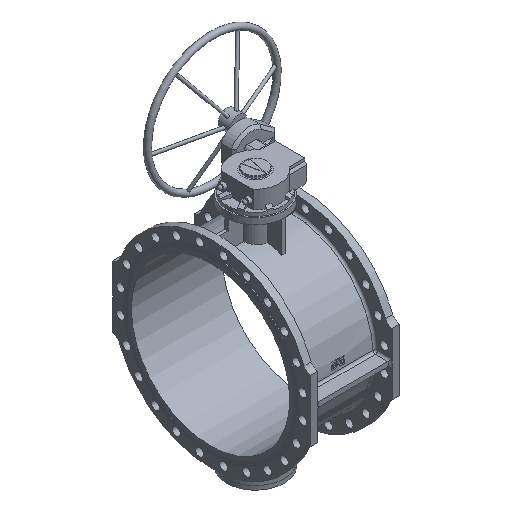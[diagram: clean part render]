
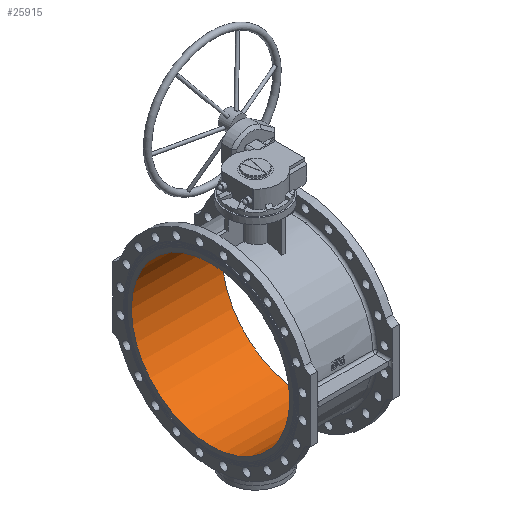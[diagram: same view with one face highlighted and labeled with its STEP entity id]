
A CAD part, isometric view. The second image highlights one B-rep face of the part: STEP entity #25915.
In plain terms, the highlighted cylindrical face has radius 409.5 mm (diameter 819 mm), a full revolution.
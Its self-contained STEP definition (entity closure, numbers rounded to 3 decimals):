
#4779 = DIRECTION ( 'NONE',  ( 0., 0., 1. ) ) ;
#4784 = CARTESIAN_POINT ( 'NONE',  ( 0., 0., 0. ) ) ;
#4785 = DIRECTION ( 'NONE',  ( -1., 0., 0. ) ) ;
#8583 = FACE_OUTER_BOUND ( 'NONE', #21989, .T. ) ;
#8586 = FACE_OUTER_BOUND ( 'NONE', #21990, .T. ) ;
#8588 = CYLINDRICAL_SURFACE ( 'NONE', #12259, 409.5 ) ;
#9344 = VERTEX_POINT ( 'NONE', #12029 ) ;
#9436 = VERTEX_POINT ( 'NONE', #12121 ) ;
#9709 = CARTESIAN_POINT ( 'NONE',  ( 235., 0., 0. ) ) ;
#9710 = DIRECTION ( 'NONE',  ( -1., 0., 0. ) ) ;
#9711 = DIRECTION ( 'NONE',  ( 0., 0., 1. ) ) ;
#12029 = CARTESIAN_POINT ( 'NONE',  ( 235., 0., 409.5 ) ) ;
#12121 = CARTESIAN_POINT ( 'NONE',  ( -235., 0., 409.5 ) ) ;
#12259 = AXIS2_PLACEMENT_3D ( 'NONE', #4784, #4785, #4779 ) ;
#15097 = EDGE_CURVE ( 'NONE', #9344, #9344, #18463, .T. ) ;
#16246 = EDGE_CURVE ( 'NONE', #9436, #9436, #26632, .T. ) ;
#18463 = CIRCLE ( 'NONE', #25360, 409.5 ) ;
#20883 = CARTESIAN_POINT ( 'NONE',  ( -235., 0., 0. ) ) ;
#20884 = DIRECTION ( 'NONE',  ( -1., 0., 0. ) ) ;
#20885 = DIRECTION ( 'NONE',  ( 0., 0., 1. ) ) ;
#21989 = EDGE_LOOP ( 'NONE', ( #22791 ) ) ;
#21990 = EDGE_LOOP ( 'NONE', ( #22792 ) ) ;
#22791 = ORIENTED_EDGE ( 'NONE', *, *, #16246, .T. ) ;
#22792 = ORIENTED_EDGE ( 'NONE', *, *, #15097, .F. ) ;
#25360 = AXIS2_PLACEMENT_3D ( 'NONE', #9709, #9710, #9711 ) ;
#25537 = AXIS2_PLACEMENT_3D ( 'NONE', #20883, #20884, #20885 ) ;
#25915 = ADVANCED_FACE ( 'NONE', ( #8583, #8586 ), #8588, .F. ) ;
#26632 = CIRCLE ( 'NONE', #25537, 409.5 ) ;
